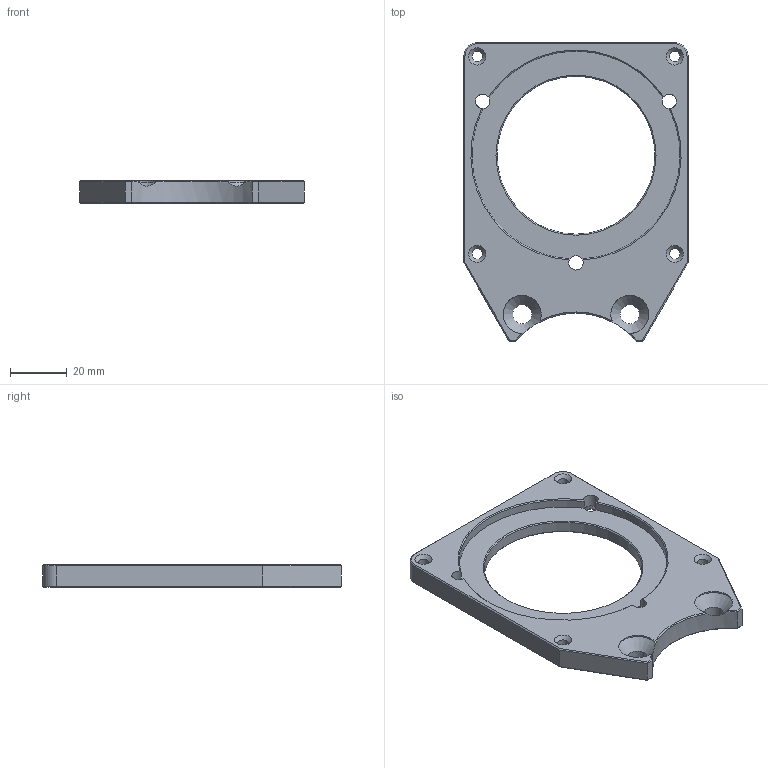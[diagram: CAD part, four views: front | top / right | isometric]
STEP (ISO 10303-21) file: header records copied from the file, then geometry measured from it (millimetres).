
FILE_DESCRIPTION (( 'STEP AP203' ), '1' );
FILE_NAME ('1068-1-13-MO93.STEP', '2020-09-11T21:43:58', ( '' ), ( '' ), 'SwSTEP 2.0', 'SolidWorks 2019', '' );
FILE_SCHEMA (( 'CONFIG_CONTROL_DESIGN' ));
Length unit declared in the file: inch
Products named in the file (1): 1068-1-13-MO93
Bounding box: 79.38 x 105.66 x 7.94 mm (x, y, z)
Volume: 32881.4 mm3; surface area: 14954.5 mm2
Topology: 1 solids, 1 shells, 67 faces, 173 edges, 104 vertices
Faces by surface type: plane 24, cone 22, cylinder 21
Full cylindrical faces by diameter (mm): 3.797 x4, 5.105 x3, 6.756 x2, 10.439 x3, 55.88 x1
Entity records: 2009 total; most frequent: CARTESIAN_POINT 379, DIRECTION 328, ORIENTED_EDGE 288, EDGE_CURVE 144, AXIS2_PLACEMENT_3D 132, EDGE_LOOP 107, VERTEX_POINT 99, FACE_OUTER_BOUND 80
